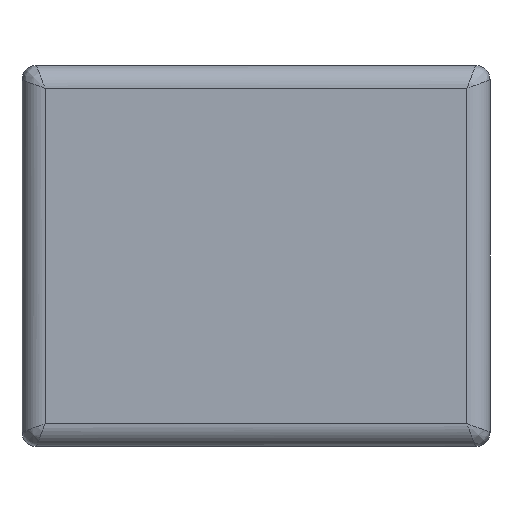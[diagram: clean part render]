
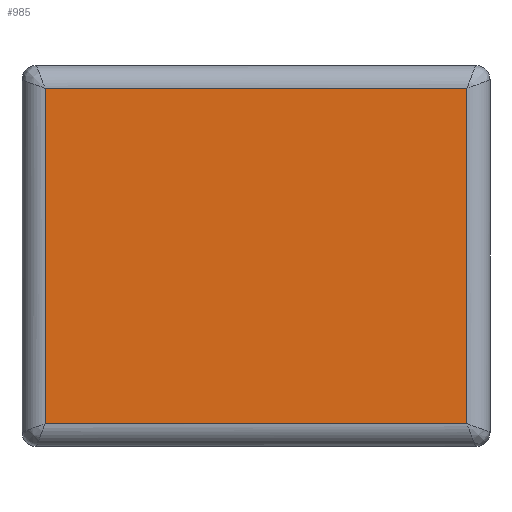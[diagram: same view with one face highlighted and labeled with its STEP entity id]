
A CAD part, left-side view. The second image highlights one B-rep face of the part: STEP entity #985.
In plain terms, the highlighted planar face has unit normal (-1, 0, 0).
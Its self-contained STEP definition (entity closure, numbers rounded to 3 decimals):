
#14=DIRECTION ( 'NONE',  ( 0., 1., 0. ) );
#57=DIRECTION ( 'NONE',  ( 1., 0., 0. ) );
#87=DIRECTION ( 'NONE',  ( 0., 0., -1. ) );
#119=CARTESIAN_POINT ( 'NONE',  ( -1.6, -0.73, 0.08 ) );
#198=CARTESIAN_POINT ( 'NONE',  ( -1.6, 0.73, 1.24 ) );
#235=CARTESIAN_POINT ( 'NONE',  ( -1.6, -0.73, 1.24 ) );
#278=VECTOR ( 'NONE', #14, 1000. );
#284=ORIENTED_EDGE ( 'NONE', *, *, #834, .T. );
#293=CARTESIAN_POINT ( 'NONE',  ( -1.6, -0.73, 1.32 ) );
#307=VECTOR ( 'NONE', #384, 1000. );
#379=LINE ( 'NONE', #623, #555 );
#384=DIRECTION ( 'NONE',  ( 0., 0., 1. ) );
#526=EDGE_CURVE ( 'NONE', #720, #1454, #1205, .T. );
#555=VECTOR ( 'NONE', #1529, 1000. );
#593=CARTESIAN_POINT ( 'NONE',  ( -1.6, -0.81, 1.32 ) );
#623=CARTESIAN_POINT ( 'NONE',  ( -1.6, 0., 0.08 ) );
#657=VERTEX_POINT ( 'NONE', #1230 );
#720=VERTEX_POINT ( 'NONE', #235 );
#733=CARTESIAN_POINT ( 'NONE',  ( -1.6, -0.81, 1.24 ) );
#754=AXIS2_PLACEMENT_3D ( 'NONE', #593, #57, #87 );
#834=EDGE_CURVE ( 'NONE', #657, #1410, #379, .T. );
#893=ORIENTED_EDGE ( 'NONE', *, *, #1220, .T. );
#917=ORIENTED_EDGE ( 'NONE', *, *, #526, .T. );
#985=ADVANCED_FACE ( 'NONE', ( #1582 ), #1542, .F. );
#1205=LINE ( 'NONE', #733, #278 );
#1216=EDGE_LOOP ( 'NONE', ( #893, #284, #1358, #917 ) );
#1220=EDGE_CURVE ( 'NONE', #1454, #657, #1451, .T. );
#1230=CARTESIAN_POINT ( 'NONE',  ( -1.6, 0.73, 0.08 ) );
#1292=CARTESIAN_POINT ( 'NONE',  ( -1.6, 0.73, 1.32 ) );
#1358=ORIENTED_EDGE ( 'NONE', *, *, #1440, .T. );
#1402=VECTOR ( 'NONE', #1435, 1000. );
#1410=VERTEX_POINT ( 'NONE', #119 );
#1428=LINE ( 'NONE', #293, #307 );
#1435=DIRECTION ( 'NONE',  ( 0., 0., -1. ) );
#1440=EDGE_CURVE ( 'NONE', #1410, #720, #1428, .T. );
#1451=LINE ( 'NONE', #1292, #1402 );
#1454=VERTEX_POINT ( 'NONE', #198 );
#1529=DIRECTION ( 'NONE',  ( 0., -1., 0. ) );
#1542=PLANE ( 'NONE',  #754 );
#1582=FACE_OUTER_BOUND ( 'NONE', #1216, .T. );
